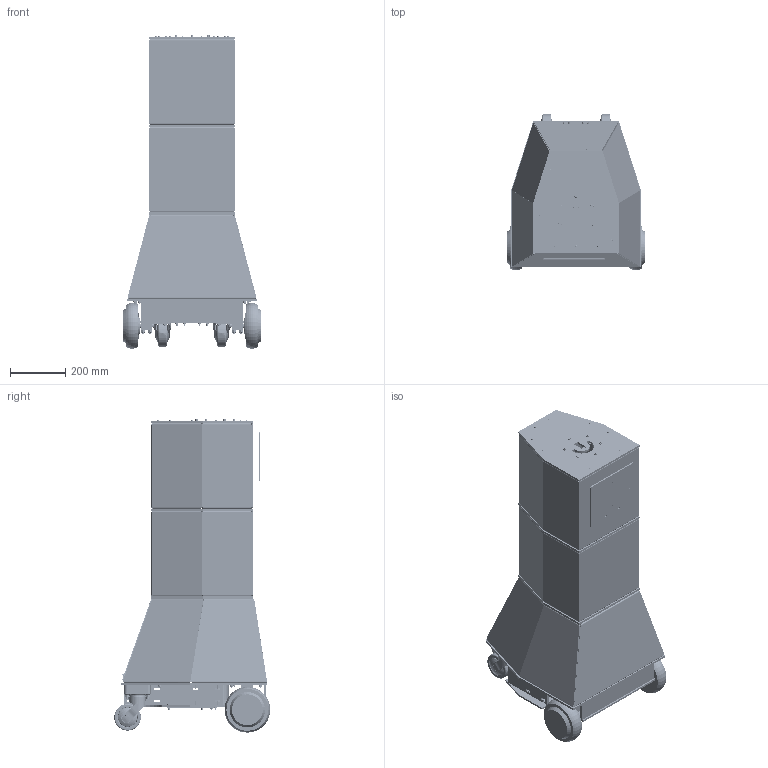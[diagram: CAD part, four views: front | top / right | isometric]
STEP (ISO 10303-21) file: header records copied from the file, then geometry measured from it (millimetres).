
FILE_DESCRIPTION((''),'2;1');
FILE_NAME('ROBAIR_COMPLETE_ASSEMBLY_ASM','2017-05-22T',('salasloc'),(''),'CREO PARAMETRIC BY PTC INC, 2015080','CREO PARAMETRIC BY PTC INC, 2015080','');
FILE_SCHEMA(('CONFIG_CONTROL_DESIGN'));
Products named in the file (62): BE1; SR1; SR2; R; SM1; SR3; SP1; CE; M; BE2; RF_A; RF_B; AD1; RF_ASM; SB; BATTERIE; S1; S3; S2; SM2; V_A; PIN; V_ASM; ISO4762-M10X60-8_8; DINENISO7090-10; ISO4032-M10-6; ISO4762-M6X35-10_9; DINENISO7090-6; ISO4032-M6-6; DIN7984-M3X20-8_8; DINENISO7092-3; ISO4032-M3-6; ISO4014-M3X20-5_6; DINENISO7092-6; ISO2009-M4X20-4_8; ISO4032-M4-6; ISO4762-M6X20-10_9; VR; WA38; RHN38 ...
Assembly tree (507 placements, depth 4):
  ROBAIR_COMPLETE_ASSEMBLY_ASM
    BASE_ROBAIR_ASM
      BE1
      SR1  x2
      SR2  x2
      R  x2
      SM1
      SR3  x4
      SP1
      CE
      M
      BE2
      RF_ASM  x2
        RF_A
        RF_B
        AD1
      SB  x2
      BATTERIE  x2
      S1
      S3
      S2  x2
      SM2
      V_ASM  x2
        V_A
        PIN
      ISO4762-M10X60-8_8  x8
      DINENISO7090-10  x16
      ISO4032-M10-6  x8
      ISO4762-M6X35-10_9  x12
      DINENISO7090-6  x40
      ISO4032-M6-6  x22
      DIN7984-M3X20-8_8  x10
      DINENISO7092-3  x11
      ISO4032-M3-6  x12
      ISO4014-M3X20-5_6  x2
      DINENISO7092-6  x2
      ISO2009-M4X20-4_8  x4
      ISO4032-M4-6  x4
      ISO4762-M6X20-10_9  x8
      VR  x8
      WA38  x16
      RHN38  x16
    BODY_ROBAIR_ASM
      BE3  x2
      SM2  x3
      CS1
      CS2  x4
      CS3  x2
      CT1
      BE4
      CP1
      CP2
      CP3
      CP5
      CP6
      SV  x2
      ISO4762-M6X35-10_9  x18
      DINENISO7090-6  x36
      ISO4032-M6-6  x18
      ISHCS0408  x27
Bounding box: 502.02 x 567.41 x 1136.09 mm (x, y, z)
Volume: 20414638 mm3; surface area: 6390569 mm2
Topology: 507 solids, 687 shells, 9531 faces, 21505 edges, 13324 vertices
Faces by surface type: plane 3841, cylinder 3044, cone 2200, torus 334, bspline 72, sphere 40
Entity records: 64200 total; most frequent: CARTESIAN_POINT 14189, DIRECTION 11345, ORIENTED_EDGE 8866, EDGE_CURVE 4454, AXIS2_PLACEMENT_3D 4429, VERTEX_POINT 2845, VECTOR 2487, LINE 2487
